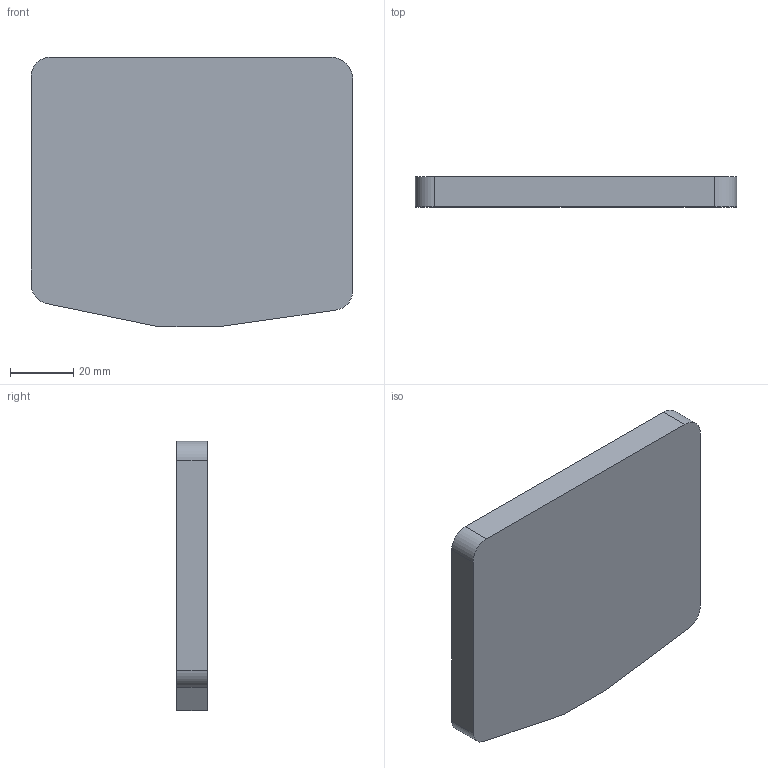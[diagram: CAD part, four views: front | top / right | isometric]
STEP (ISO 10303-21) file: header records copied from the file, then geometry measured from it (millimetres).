
FILE_DESCRIPTION(/* description */ ('STEP AP242','CAx-IF Rec.Pracs.---Representation and Presentation of Product Manufacturing Information (PMI)---4.0---2014-10-13','CAx-IF Rec.Pracs.---3D Tessellated Geometry---0.4---2014-09-14','2;1'),/* implementation_level */ '2;1');
FILE_NAME(/* name */ '671428414695cf68beb3d171',/* time_stamp */ '2024-10-19T21:44:34Z',/* author */ (''),/* organization */ (''),/* preprocessor_version */ 'ST-DEVELOPER v20',/* originating_system */ ' ',/* authorisation */ ' ');
FILE_SCHEMA (('AP242_MANAGED_MODEL_BASED_3D_ENGINEERING_MIM_LF { 1 0 10303 442 1 1 4 }'));
Length unit declared in the file: metre
Products named in the file (1): Part 9
Bounding box: 102 x 9.6 x 85.5 mm (x, y, z)
Volume: 28278.7 mm3; surface area: 22916.2 mm2
Topology: 1 solids, 1 shells, 43 faces, 111 edges, 74 vertices
Faces by surface type: plane 22, cylinder 21
Full cylindrical faces by diameter (mm): 4.7 x3
Entity records: 1334 total; most frequent: DIRECTION 238, CARTESIAN_POINT 226, ORIENTED_EDGE 216, EDGE_CURVE 108, AXIS2_PLACEMENT_3D 86, VERTEX_POINT 74, LINE 66, VECTOR 66
